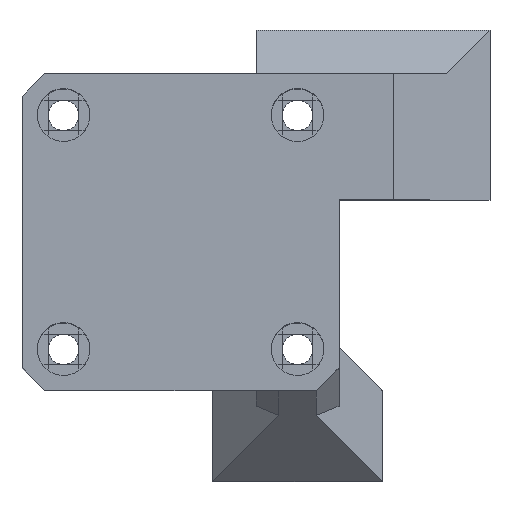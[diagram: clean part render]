
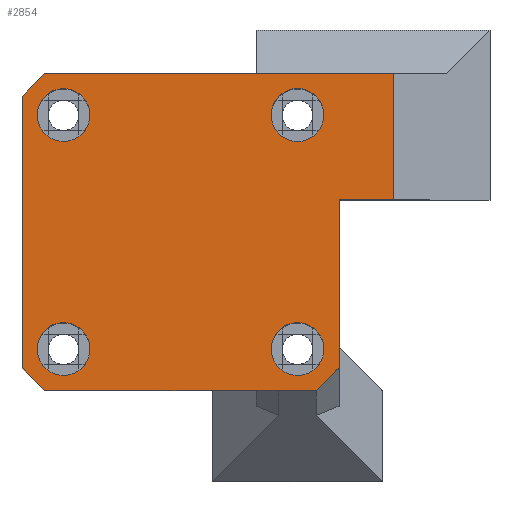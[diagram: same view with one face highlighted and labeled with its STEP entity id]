
A CAD part, top view. The second image highlights one B-rep face of the part: STEP entity #2854.
In plain terms, the highlighted planar face has unit normal (0, 0, 1).
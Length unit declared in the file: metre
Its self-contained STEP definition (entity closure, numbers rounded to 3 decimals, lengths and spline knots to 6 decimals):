
#109=PLANE('',#3094);
#166=LINE('',#4036,#483);
#179=LINE('',#4064,#496);
#364=LINE('',#4554,#681);
#372=LINE('',#4571,#689);
#389=LINE('',#4612,#706);
#390=LINE('',#4613,#707);
#391=LINE('',#4615,#708);
#392=LINE('',#4616,#709);
#393=LINE('',#4617,#710);
#483=VECTOR('',#3203,1.);
#496=VECTOR('',#3218,1.);
#681=VECTOR('',#3697,1.);
#689=VECTOR('',#3707,1.);
#706=VECTOR('',#3734,1.);
#707=VECTOR('',#3735,1.);
#708=VECTOR('',#3736,1.);
#709=VECTOR('',#3737,1.);
#710=VECTOR('',#3738,1.);
#845=CIRCLE('',#3078,0.0035);
#846=CIRCLE('',#3080,0.0035);
#848=CIRCLE('',#3083,0.0035);
#850=CIRCLE('',#3086,0.0035);
#1364=ORIENTED_EDGE('',*,*,#1698,.T.);
#1365=ORIENTED_EDGE('',*,*,#1961,.T.);
#1366=ORIENTED_EDGE('',*,*,#1685,.F.);
#1367=ORIENTED_EDGE('',*,*,#1962,.T.);
#1368=ORIENTED_EDGE('',*,*,#1963,.T.);
#1369=ORIENTED_EDGE('',*,*,#1940,.T.);
#1370=ORIENTED_EDGE('',*,*,#1964,.T.);
#1371=ORIENTED_EDGE('',*,*,#1932,.T.);
#1372=ORIENTED_EDGE('',*,*,#1965,.T.);
#1373=ORIENTED_EDGE('',*,*,#1926,.T.);
#1374=ORIENTED_EDGE('',*,*,#1924,.T.);
#1375=ORIENTED_EDGE('',*,*,#1923,.T.);
#1376=ORIENTED_EDGE('',*,*,#1928,.T.);
#1685=EDGE_CURVE('',#2084,#2085,#166,.T.);
#1698=EDGE_CURVE('',#2098,#2097,#179,.T.);
#1923=EDGE_CURVE('',#2229,#2229,#845,.T.);
#1924=EDGE_CURVE('',#2230,#2230,#846,.T.);
#1926=EDGE_CURVE('',#2231,#2231,#848,.T.);
#1928=EDGE_CURVE('',#2232,#2232,#850,.T.);
#1932=EDGE_CURVE('',#2236,#2235,#364,.T.);
#1940=EDGE_CURVE('',#2244,#2243,#372,.F.);
#1961=EDGE_CURVE('',#2097,#2085,#389,.T.);
#1962=EDGE_CURVE('',#2084,#2259,#390,.T.);
#1963=EDGE_CURVE('',#2259,#2244,#391,.T.);
#1964=EDGE_CURVE('',#2243,#2236,#392,.F.);
#1965=EDGE_CURVE('',#2235,#2098,#393,.F.);
#2084=VERTEX_POINT('',#4037);
#2085=VERTEX_POINT('',#4038);
#2097=VERTEX_POINT('',#4063);
#2098=VERTEX_POINT('',#4065);
#2229=VERTEX_POINT('',#4535);
#2230=VERTEX_POINT('',#4538);
#2231=VERTEX_POINT('',#4542);
#2232=VERTEX_POINT('',#4546);
#2235=VERTEX_POINT('',#4553);
#2236=VERTEX_POINT('',#4555);
#2243=VERTEX_POINT('',#4570);
#2244=VERTEX_POINT('',#4572);
#2259=VERTEX_POINT('',#4614);
#2435=EDGE_LOOP('',(#1364,#1365,#1366,#1367,#1368,#1369,#1370,#1371,#1372));
#2436=EDGE_LOOP('',(#1373));
#2437=EDGE_LOOP('',(#1374));
#2438=EDGE_LOOP('',(#1375));
#2439=EDGE_LOOP('',(#1376));
#2639=FACE_BOUND('',#2435,.T.);
#2640=FACE_BOUND('',#2436,.T.);
#2641=FACE_BOUND('',#2437,.T.);
#2642=FACE_BOUND('',#2438,.T.);
#2643=FACE_BOUND('',#2439,.T.);
#2854=ADVANCED_FACE('',(#2639,#2640,#2641,#2642,#2643),#109,.F.);
#3078=AXIS2_PLACEMENT_3D('',#4534,#3673,#3674);
#3080=AXIS2_PLACEMENT_3D('',#4537,#3677,#3678);
#3083=AXIS2_PLACEMENT_3D('',#4541,#3683,#3684);
#3086=AXIS2_PLACEMENT_3D('',#4545,#3689,#3690);
#3094=AXIS2_PLACEMENT_3D('',#4611,#3732,#3733);
#3203=DIRECTION('',(0.,-1.,0.));
#3218=DIRECTION('',(1.,0.,0.));
#3673=DIRECTION('',(0.,0.,-1.));
#3674=DIRECTION('',(-1.,0.,0.));
#3677=DIRECTION('',(0.,0.,-1.));
#3678=DIRECTION('',(-1.,0.,0.));
#3683=DIRECTION('',(0.,0.,-1.));
#3684=DIRECTION('',(-1.,0.,0.));
#3689=DIRECTION('',(0.,0.,-1.));
#3690=DIRECTION('',(-1.,0.,0.));
#3697=DIRECTION('',(0.,-1.,0.));
#3707=DIRECTION('',(1.,0.,0.));
#3732=DIRECTION('',(0.,0.,-1.));
#3733=DIRECTION('',(1.,0.,0.));
#3734=DIRECTION('',(0.707,0.707,0.));
#3735=DIRECTION('',(1.,0.,0.));
#3736=DIRECTION('',(0.,1.,0.));
#3737=DIRECTION('',(0.707,0.707,0.));
#3738=DIRECTION('',(-0.707,0.707,0.));
#4036=CARTESIAN_POINT('',(0.031,-0.021,0.));
#4037=CARTESIAN_POINT('',(0.031,-0.01675,0.));
#4038=CARTESIAN_POINT('',(0.031,-0.039,0.));
#4063=CARTESIAN_POINT('',(0.028,-0.042,0.));
#4064=CARTESIAN_POINT('',(-0.0055,-0.042,0.));
#4065=CARTESIAN_POINT('',(-0.008,-0.042,0.));
#4534=CARTESIAN_POINT('',(0.0255,-0.0055,0.));
#4535=CARTESIAN_POINT('',(0.022,-0.0055,0.));
#4537=CARTESIAN_POINT('',(-0.0055,-0.0055,0.));
#4538=CARTESIAN_POINT('',(-0.009,-0.0055,0.));
#4541=CARTESIAN_POINT('',(-0.0055,-0.0365,0.));
#4542=CARTESIAN_POINT('',(-0.009,-0.0365,0.));
#4545=CARTESIAN_POINT('',(0.0255,-0.0365,0.));
#4546=CARTESIAN_POINT('',(0.022,-0.0365,0.));
#4553=CARTESIAN_POINT('',(-0.011,-0.039,0.));
#4554=CARTESIAN_POINT('',(-0.011,-0.021,0.));
#4555=CARTESIAN_POINT('',(-0.011,-0.003,0.));
#4570=CARTESIAN_POINT('',(-0.008,0.,0.));
#4571=CARTESIAN_POINT('',(0.01,0.,0.));
#4572=CARTESIAN_POINT('',(0.03825,0.,0.));
#4611=CARTESIAN_POINT('',(0.01,-0.175,0.));
#4612=CARTESIAN_POINT('',(0.028,-0.042,0.));
#4613=CARTESIAN_POINT('',(0.051,-0.01675,0.));
#4614=CARTESIAN_POINT('',(0.03825,-0.01675,0.));
#4615=CARTESIAN_POINT('',(0.03825,-0.175,0.));
#4616=CARTESIAN_POINT('',(-0.008,0.,0.));
#4617=CARTESIAN_POINT('',(-0.011,-0.039,0.));
